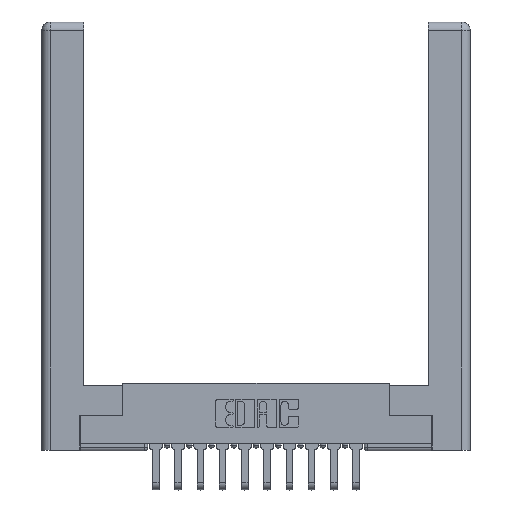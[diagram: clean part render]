
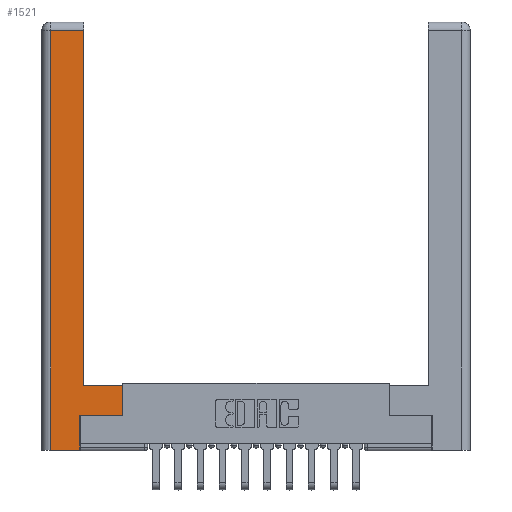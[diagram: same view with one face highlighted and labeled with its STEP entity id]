
A CAD part, top view. The second image highlights one B-rep face of the part: STEP entity #1521.
In plain terms, the highlighted planar face has unit normal (0, 0, 1).
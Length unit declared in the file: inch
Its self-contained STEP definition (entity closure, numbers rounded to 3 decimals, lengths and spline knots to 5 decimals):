
#190 = VECTOR ( 'NONE', #7279, 39.37008 ) ;
#405 = DIRECTION ( 'NONE',  ( 0., 1., 0. ) ) ;
#481 = VECTOR ( 'NONE', #2875, 39.37008 ) ;
#686 = CARTESIAN_POINT ( 'NONE',  ( 0.0615, 0., 0. ) ) ;
#836 = ORIENTED_EDGE ( 'NONE', *, *, #5650, .T. ) ;
#1198 = VERTEX_POINT ( 'NONE', #15681 ) ;
#1251 = DIRECTION ( 'NONE',  ( 1., 0., 0. ) ) ;
#1476 = EDGE_CURVE ( 'NONE', #4864, #4547, #3227, .T. ) ;
#1479 = EDGE_CURVE ( 'NONE', #4679, #8245, #10429, .T. ) ;
#1521 = ADVANCED_FACE ( 'NONE', ( #2828 ), #9798, .F. ) ;
#1596 = VECTOR ( 'NONE', #4156, 39.37008 ) ;
#1597 = CARTESIAN_POINT ( 'NONE',  ( 0.0615, 2.94, 0. ) ) ;
#1836 = DIRECTION ( 'NONE',  ( 0., -1., 0. ) ) ;
#1941 = AXIS2_PLACEMENT_3D ( 'NONE', #4637, #13760, #8547 ) ;
#1955 = DIRECTION ( 'NONE',  ( 1., 0., 0. ) ) ;
#2739 = EDGE_CURVE ( 'NONE', #4547, #5049, #11023, .T. ) ;
#2828 = FACE_OUTER_BOUND ( 'NONE', #5803, .T. ) ;
#2875 = DIRECTION ( 'NONE',  ( 0., 1., 0. ) ) ;
#3227 = LINE ( 'NONE', #12657, #5071 ) ;
#3874 = CARTESIAN_POINT ( 'NONE',  ( 0.295, 0.45, 0. ) ) ;
#4035 = ORIENTED_EDGE ( 'NONE', *, *, #1479, .T. ) ;
#4156 = DIRECTION ( 'NONE',  ( -1., 0., 0. ) ) ;
#4547 = VERTEX_POINT ( 'NONE', #11440 ) ;
#4557 = VECTOR ( 'NONE', #1251, 39.37008 ) ;
#4608 = ORIENTED_EDGE ( 'NONE', *, *, #8832, .T. ) ;
#4637 = CARTESIAN_POINT ( 'NONE',  ( 0., 0., 0. ) ) ;
#4679 = VERTEX_POINT ( 'NONE', #3874 ) ;
#4864 = VERTEX_POINT ( 'NONE', #6038 ) ;
#5049 = VERTEX_POINT ( 'NONE', #9831 ) ;
#5071 = VECTOR ( 'NONE', #1955, 39.37008 ) ;
#5208 = VERTEX_POINT ( 'NONE', #11326 ) ;
#5334 = EDGE_CURVE ( 'NONE', #5208, #4864, #16455, .T. ) ;
#5650 = EDGE_CURVE ( 'NONE', #5049, #10069, #12359, .T. ) ;
#5656 = LINE ( 'NONE', #1597, #1596 ) ;
#5744 = CARTESIAN_POINT ( 'NONE',  ( 0.565, 0.245, 0. ) ) ;
#5803 = EDGE_LOOP ( 'NONE', ( #4035, #4608, #9242, #15654, #11322, #836, #7054, #11448 ) ) ;
#5867 = EDGE_CURVE ( 'NONE', #10069, #1198, #11570, .T. ) ;
#6038 = CARTESIAN_POINT ( 'NONE',  ( 0.0615, 0., 0. ) ) ;
#6989 = CARTESIAN_POINT ( 'NONE',  ( 0.265, 0.245, 0. ) ) ;
#7054 = ORIENTED_EDGE ( 'NONE', *, *, #5867, .T. ) ;
#7279 = DIRECTION ( 'NONE',  ( 0., 1., 0. ) ) ;
#8245 = VERTEX_POINT ( 'NONE', #16212 ) ;
#8358 = VECTOR ( 'NONE', #10663, 39.37008 ) ;
#8547 = DIRECTION ( 'NONE',  ( -1., 0., 0. ) ) ;
#8803 = EDGE_CURVE ( 'NONE', #1198, #4679, #12647, .T. ) ;
#8832 = EDGE_CURVE ( 'NONE', #8245, #5208, #5656, .T. ) ;
#9157 = CARTESIAN_POINT ( 'NONE',  ( 0.565, 0.245, 0. ) ) ;
#9242 = ORIENTED_EDGE ( 'NONE', *, *, #5334, .T. ) ;
#9342 = CARTESIAN_POINT ( 'NONE',  ( 0.295, 0.45, 0. ) ) ;
#9798 = PLANE ( 'NONE',  #1941 ) ;
#9831 = CARTESIAN_POINT ( 'NONE',  ( 0.265, 0.245, 0. ) ) ;
#10069 = VERTEX_POINT ( 'NONE', #5744 ) ;
#10429 = LINE ( 'NONE', #15182, #190 ) ;
#10663 = DIRECTION ( 'NONE',  ( -1., 0., 0. ) ) ;
#11023 = LINE ( 'NONE', #6989, #11449 ) ;
#11322 = ORIENTED_EDGE ( 'NONE', *, *, #2739, .T. ) ;
#11326 = CARTESIAN_POINT ( 'NONE',  ( 0.0615, 2.94, 0. ) ) ;
#11440 = CARTESIAN_POINT ( 'NONE',  ( 0.265, 0., 0. ) ) ;
#11448 = ORIENTED_EDGE ( 'NONE', *, *, #8803, .T. ) ;
#11449 = VECTOR ( 'NONE', #405, 39.37008 ) ;
#11570 = LINE ( 'NONE', #14513, #481 ) ;
#12359 = LINE ( 'NONE', #9157, #4557 ) ;
#12370 = VECTOR ( 'NONE', #1836, 39.37008 ) ;
#12647 = LINE ( 'NONE', #9342, #8358 ) ;
#12657 = CARTESIAN_POINT ( 'NONE',  ( 0.265, 0., 0. ) ) ;
#13760 = DIRECTION ( 'NONE',  ( 0., 0., -1. ) ) ;
#14513 = CARTESIAN_POINT ( 'NONE',  ( 0.565, 0.45, 0. ) ) ;
#15182 = CARTESIAN_POINT ( 'NONE',  ( 0.295, 3., 0. ) ) ;
#15654 = ORIENTED_EDGE ( 'NONE', *, *, #1476, .T. ) ;
#15681 = CARTESIAN_POINT ( 'NONE',  ( 0.565, 0.45, 0. ) ) ;
#16212 = CARTESIAN_POINT ( 'NONE',  ( 0.295, 2.94, 0. ) ) ;
#16455 = LINE ( 'NONE', #686, #12370 ) ;
